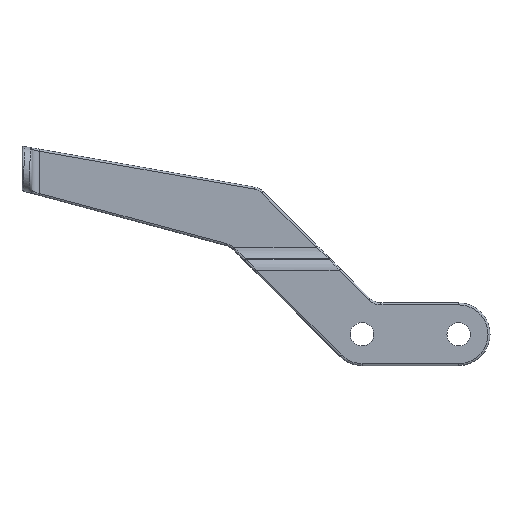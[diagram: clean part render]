
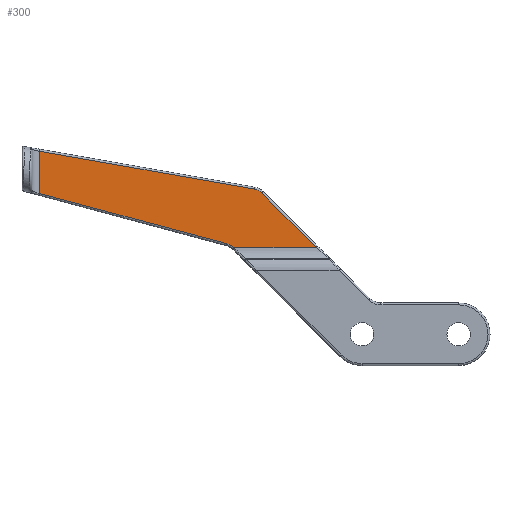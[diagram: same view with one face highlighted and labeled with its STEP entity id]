
A CAD part, top view. The second image highlights one B-rep face of the part: STEP entity #300.
In plain terms, the highlighted planar face has unit normal (0, 0, 1).
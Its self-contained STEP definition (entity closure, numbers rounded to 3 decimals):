
#61 = DIRECTION ( 'NONE',  ( 0., 1., 0. ) ) ;
#111 = CARTESIAN_POINT ( 'NONE',  ( -72.728, 44.314, 5. ) ) ;
#130 = VECTOR ( 'NONE', #1497, 1000. ) ;
#161 = DIRECTION ( 'NONE',  ( 0., 1., 0. ) ) ;
#162 = CARTESIAN_POINT ( 'NONE',  ( -100.613, 72.199, 5. ) ) ;
#176 = EDGE_LOOP ( 'NONE', ( #1954, #2719, #324, #1110, #2147, #1218, #502 ) ) ;
#272 = AXIS2_PLACEMENT_3D ( 'NONE', #1194, #1432, #61 ) ;
#295 = CARTESIAN_POINT ( 'NONE',  ( -118.623, 46.332, 5. ) ) ;
#300 = ADVANCED_FACE ( 'NONE', ( #1946 ), #793, .T. ) ;
#324 = ORIENTED_EDGE ( 'NONE', *, *, #584, .F. ) ;
#363 = LINE ( 'NONE', #2397, #710 ) ;
#374 = VERTEX_POINT ( 'NONE', #111 ) ;
#502 = ORIENTED_EDGE ( 'NONE', *, *, #2199, .F. ) ;
#506 = EDGE_CURVE ( 'NONE', #1745, #1335, #704, .T. ) ;
#521 = DIRECTION ( 'NONE',  ( -0.966, 0.259, 0. ) ) ;
#539 = CARTESIAN_POINT ( 'NONE',  ( -214.063, 0., 5. ) ) ;
#584 = EDGE_CURVE ( 'NONE', #1335, #374, #2081, .T. ) ;
#592 = VERTEX_POINT ( 'NONE', #295 ) ;
#606 = DIRECTION ( 'NONE',  ( 0.985, -0.174, 0. ) ) ;
#664 = VECTOR ( 'NONE', #606, 1000. ) ;
#665 = DIRECTION ( 'NONE',  ( 0., 0., 1. ) ) ;
#704 = CIRCLE ( 'NONE', #272, 7. ) ;
#710 = VECTOR ( 'NONE', #1870, 1000. ) ;
#719 = DIRECTION ( 'NONE',  ( 0.707, -0.707, 0. ) ) ;
#750 = LINE ( 'NONE', #1614, #1373 ) ;
#793 = PLANE ( 'NONE',  #2666 ) ;
#806 = CIRCLE ( 'NONE', #2086, 9. ) ;
#1002 = DIRECTION ( 'NONE',  ( 0., 1., 0. ) ) ;
#1110 = ORIENTED_EDGE ( 'NONE', *, *, #506, .F. ) ;
#1194 = CARTESIAN_POINT ( 'NONE',  ( -105.563, 67.249, 5. ) ) ;
#1212 = CARTESIAN_POINT ( 'NONE',  ( -341.42, 0., 5. ) ) ;
#1218 = ORIENTED_EDGE ( 'NONE', *, *, #2749, .F. ) ;
#1335 = VERTEX_POINT ( 'NONE', #162 ) ;
#1352 = VERTEX_POINT ( 'NONE', #2796 ) ;
#1373 = VECTOR ( 'NONE', #521, 1000. ) ;
#1401 = CARTESIAN_POINT ( 'NONE',  ( -184.917, 156.503, 5. ) ) ;
#1432 = DIRECTION ( 'NONE',  ( 0., 0., -1. ) ) ;
#1460 = DIRECTION ( 'NONE',  ( 0., 0., 1. ) ) ;
#1497 = DIRECTION ( 'NONE',  ( 0., 1., 0. ) ) ;
#1614 = CARTESIAN_POINT ( 'NONE',  ( -314.913, 98.928, 5. ) ) ;
#1618 = VERTEX_POINT ( 'NONE', #2240 ) ;
#1687 = VERTEX_POINT ( 'NONE', #2308 ) ;
#1745 = VERTEX_POINT ( 'NONE', #2945 ) ;
#1830 = EDGE_CURVE ( 'NONE', #1687, #374, #363, .T. ) ;
#1870 = DIRECTION ( 'NONE',  ( 1., 0., 0. ) ) ;
#1943 = EDGE_CURVE ( 'NONE', #1352, #1745, #2412, .T. ) ;
#1946 = FACE_OUTER_BOUND ( 'NONE', #176, .T. ) ;
#1954 = ORIENTED_EDGE ( 'NONE', *, *, #2509, .F. ) ;
#2081 = LINE ( 'NONE', #1401, #2711 ) ;
#2086 = AXIS2_PLACEMENT_3D ( 'NONE', #2712, #665, #161 ) ;
#2147 = ORIENTED_EDGE ( 'NONE', *, *, #1943, .F. ) ;
#2199 = EDGE_CURVE ( 'NONE', #592, #1618, #750, .T. ) ;
#2240 = CARTESIAN_POINT ( 'NONE',  ( -214.063, 71.905, 5. ) ) ;
#2308 = CARTESIAN_POINT ( 'NONE',  ( -114.916, 44.314, 5. ) ) ;
#2397 = CARTESIAN_POINT ( 'NONE',  ( -341.42, 44.314, 5. ) ) ;
#2412 = LINE ( 'NONE', #2650, #664 ) ;
#2509 = EDGE_CURVE ( 'NONE', #1687, #592, #806, .T. ) ;
#2588 = LINE ( 'NONE', #539, #130 ) ;
#2650 = CARTESIAN_POINT ( 'NONE',  ( -321.592, 112.449, 5. ) ) ;
#2666 = AXIS2_PLACEMENT_3D ( 'NONE', #1212, #1460, #1002 ) ;
#2711 = VECTOR ( 'NONE', #719, 1000. ) ;
#2712 = CARTESIAN_POINT ( 'NONE',  ( -120.952, 37.639, 5. ) ) ;
#2719 = ORIENTED_EDGE ( 'NONE', *, *, #1830, .T. ) ;
#2749 = EDGE_CURVE ( 'NONE', #1618, #1352, #2588, .T. ) ;
#2796 = CARTESIAN_POINT ( 'NONE',  ( -214.063, 93.489, 5. ) ) ;
#2945 = CARTESIAN_POINT ( 'NONE',  ( -104.348, 74.143, 5. ) ) ;
